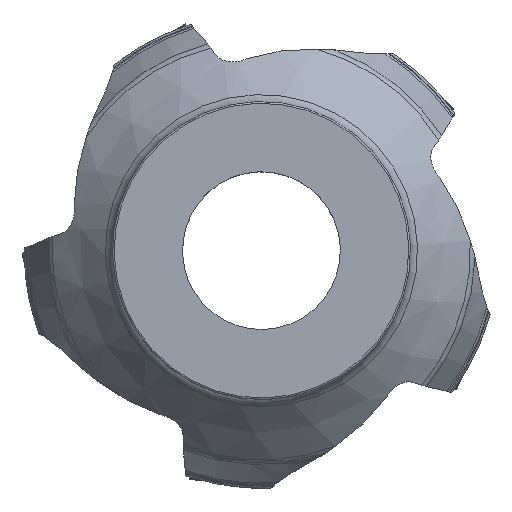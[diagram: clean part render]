
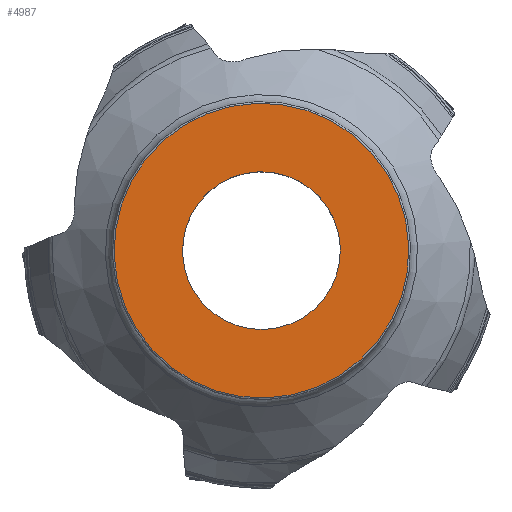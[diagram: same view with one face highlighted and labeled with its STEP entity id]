
A CAD part, top view. The second image highlights one B-rep face of the part: STEP entity #4987.
In plain terms, the highlighted planar face has unit normal (0, 0, 1).
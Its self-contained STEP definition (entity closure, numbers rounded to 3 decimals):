
#1685=FACE_BOUND('',#9834,.T.);
#1686=FACE_BOUND('',#9835,.T.);
#4987=ADVANCED_FACE('CU_BACK_F001',(#1685,#1686),#5479,.F.);
#5479=PLANE('',#39616);
#9834=EDGE_LOOP('',(#23360));
#9835=EDGE_LOOP('',(#23361));
#11704=CIRCLE('',#36628,19.056);
#12999=CIRCLE('',#39614,35.6);
#23360=ORIENTED_EDGE('',*,*,#28330,.F.);
#23361=ORIENTED_EDGE('',*,*,#32225,.T.);
#24641=VERTEX_POINT('',#56727);
#26920=VERTEX_POINT('',#80150);
#28330=EDGE_CURVE('',#24641,#24641,#11704,.T.);
#32225=EDGE_CURVE('',#26920,#26920,#12999,.T.);
#36628=AXIS2_PLACEMENT_3D('',#56726,#41823,#41824);
#39614=AXIS2_PLACEMENT_3D('',#80149,#49046,#49047);
#39616=AXIS2_PLACEMENT_3D('',#80152,#49050,#49051);
#41823=DIRECTION('',(0.,0.,1.));
#41824=DIRECTION('',(0.978,0.208,0.));
#49046=DIRECTION('',(0.,0.,1.));
#49047=DIRECTION('',(0.978,0.208,0.));
#49050=DIRECTION('',(0.,0.,-1.));
#49051=DIRECTION('',(-0.978,-0.208,0.));
#56726=CARTESIAN_POINT('',(0.,0.,
0.));
#56727=CARTESIAN_POINT('',(18.64,3.962,0.));
#80149=CARTESIAN_POINT('',(0.,0.,
0.));
#80150=CARTESIAN_POINT('',(34.822,7.402,0.));
#80152=CARTESIAN_POINT('',(-35.5,0.,0.));
